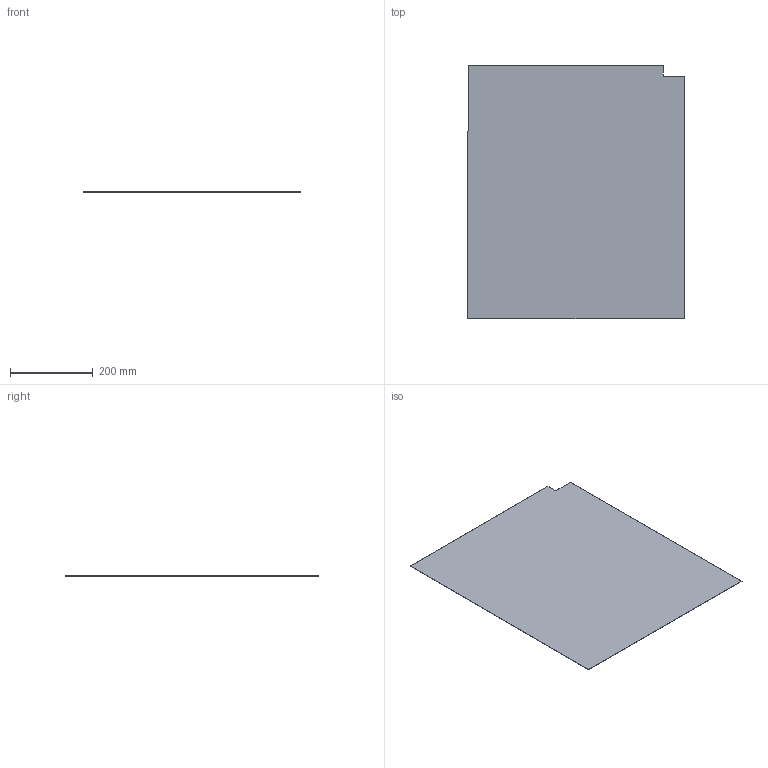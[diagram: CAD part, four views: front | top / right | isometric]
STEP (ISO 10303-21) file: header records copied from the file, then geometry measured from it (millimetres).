
FILE_DESCRIPTION(/* description */ (''),/* implementation_level */ '2;1');
FILE_NAME(/* name */ 'gameboypcb v2.stp',/* time_stamp */ '2021-10-12T21:19:54+01:00',/* author */ (''),/* organization */ (''),/* preprocessor_version */ 'ST-DEVELOPER v18.1',/* originating_system */ 'Autodesk Translation Framework v10.10.0.1391',/* authorisation */ '');
FILE_SCHEMA (('AUTOMOTIVE_DESIGN { 1 0 10303 214 3 1 1 }'));
Length unit declared in the file: millimetre
Products named in the file (1): gameboypcb
Bounding box: 524.87 x 613.83 x 0.8 mm (x, y, z)
Volume: 256377.8 mm3; surface area: 642765.6 mm2
Topology: 1 solids, 1 shells, 8 faces, 18 edges, 12 vertices
Faces by surface type: plane 7, bspline 1
Entity records: 261 total; most frequent: CARTESIAN_POINT 52, ORIENTED_EDGE 36, DIRECTION 32, EDGE_CURVE 18, LINE 16, VECTOR 16, VERTEX_POINT 12, FACE_OUTER_BOUND 8
